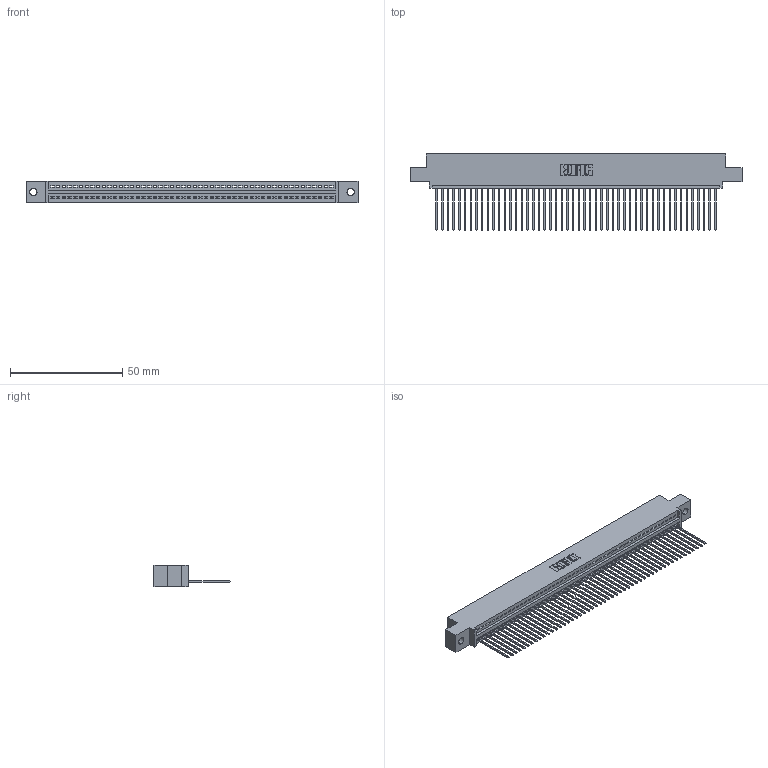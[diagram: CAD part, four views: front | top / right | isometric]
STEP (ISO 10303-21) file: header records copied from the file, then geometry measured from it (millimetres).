
FILE_DESCRIPTION (( 'STEP AP203' ), '1' );
FILE_NAME ('345-050-541-402.STEP', '2018-09-14T07:00:08', ( '' ), ( '' ), 'SwSTEP 2.0', 'SolidWorks 2016', '' );
FILE_SCHEMA (( 'CONFIG_CONTROL_DESIGN' ));
Length unit declared in the file: inch
Products named in the file (3): 345 Part_0.110 Offset - 0.128 Dia; 345-292-001_345-293-141; 345-050-541-402
Assembly tree (51 placements, depth 2):
  345-050-541-402
    345 Part_0.110 Offset - 0.128 Dia
    345-292-001_345-293-141  x50
Bounding box: 148.21 x 33.96 x 9.4 mm (x, y, z)
Volume: 14197.5 mm3; surface area: 19757.1 mm2
Topology: 51 solids, 51 shells, 3030 faces, 9153 edges, 6034 vertices
Faces by surface type: plane 2084, cylinder 946
Entity records: 36707 total; most frequent: CARTESIAN_POINT 6366, ORIENTED_EDGE 6350, DIRECTION 5547, EDGE_CURVE 3175, LINE 2843, VECTOR 2843, VERTEX_POINT 2114, AXIS2_PLACEMENT_3D 1352
